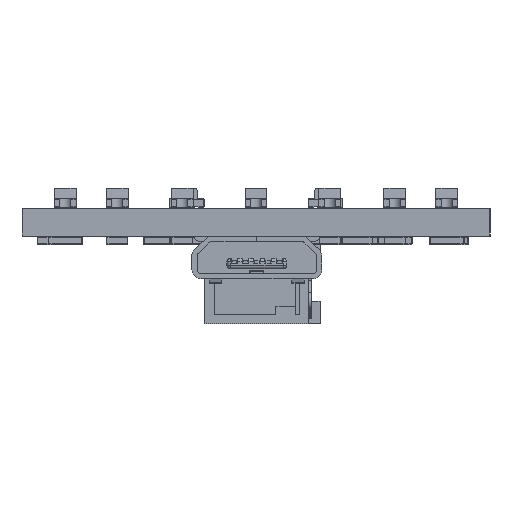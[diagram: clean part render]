
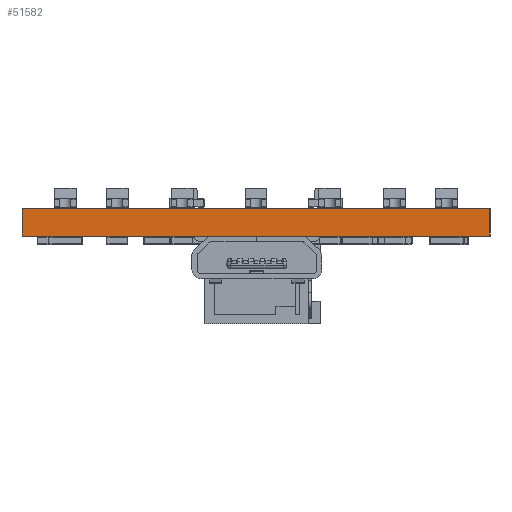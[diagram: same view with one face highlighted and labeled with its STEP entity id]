
A CAD part, left-side view. The second image highlights one B-rep face of the part: STEP entity #51582.
In plain terms, the highlighted planar face has unit normal (-1, 0, 0).
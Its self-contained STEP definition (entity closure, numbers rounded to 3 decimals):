
#51466 = EDGE_CURVE('',#51467,#51469,#51471,.T.);
#51467 = VERTEX_POINT('',#51468);
#51468 = CARTESIAN_POINT('',(70.,-118.,0.));
#51469 = VERTEX_POINT('',#51470);
#51470 = CARTESIAN_POINT('',(70.,-118.,1.6));
#51471 = SURFACE_CURVE('',#51472,(#51476,#51488),.PCURVE_S1.);
#51472 = LINE('',#51473,#51474);
#51473 = CARTESIAN_POINT('',(70.,-118.,0.));
#51474 = VECTOR('',#51475,1.);
#51475 = DIRECTION('',(0.,0.,1.));
#51476 = PCURVE('',#51477,#51482);
#51477 = PLANE('',#51478);
#51478 = AXIS2_PLACEMENT_3D('',#51479,#51480,#51481);
#51479 = CARTESIAN_POINT('',(70.,-118.,0.));
#51480 = DIRECTION('',(0.,1.,0.));
#51481 = DIRECTION('',(1.,0.,0.));
#51482 = DEFINITIONAL_REPRESENTATION('',(#51483),#51487);
#51483 = LINE('',#51484,#51485);
#51484 = CARTESIAN_POINT('',(0.,0.));
#51485 = VECTOR('',#51486,1.);
#51486 = DIRECTION('',(0.,-1.));
#51487 = ( GEOMETRIC_REPRESENTATION_CONTEXT(2) 
PARAMETRIC_REPRESENTATION_CONTEXT() REPRESENTATION_CONTEXT('2D SPACE',''
  ) );
#51488 = PCURVE('',#51489,#51494);
#51489 = PLANE('',#51490);
#51490 = AXIS2_PLACEMENT_3D('',#51491,#51492,#51493);
#51491 = CARTESIAN_POINT('',(70.,-145.,0.));
#51492 = DIRECTION('',(-1.,0.,0.));
#51493 = DIRECTION('',(0.,1.,0.));
#51494 = DEFINITIONAL_REPRESENTATION('',(#51495),#51499);
#51495 = LINE('',#51496,#51497);
#51496 = CARTESIAN_POINT('',(27.,0.));
#51497 = VECTOR('',#51498,1.);
#51498 = DIRECTION('',(0.,-1.));
#51499 = ( GEOMETRIC_REPRESENTATION_CONTEXT(2) 
PARAMETRIC_REPRESENTATION_CONTEXT() REPRESENTATION_CONTEXT('2D SPACE',''
  ) );
#51517 = PLANE('',#51518);
#51518 = AXIS2_PLACEMENT_3D('',#51519,#51520,#51521);
#51519 = CARTESIAN_POINT('',(90.,-131.5,1.6));
#51520 = DIRECTION('',(-0.,-0.,-1.));
#51521 = DIRECTION('',(-1.,0.,0.));
#51571 = PLANE('',#51572);
#51572 = AXIS2_PLACEMENT_3D('',#51573,#51574,#51575);
#51573 = CARTESIAN_POINT('',(90.,-131.5,0.));
#51574 = DIRECTION('',(-0.,-0.,-1.));
#51575 = DIRECTION('',(-1.,0.,0.));
#51582 = ADVANCED_FACE('',(#51583),#51489,.T.);
#51583 = FACE_BOUND('',#51584,.T.);
#51584 = EDGE_LOOP('',(#51585,#51615,#51636,#51637));
#51585 = ORIENTED_EDGE('',*,*,#51586,.T.);
#51586 = EDGE_CURVE('',#51587,#51589,#51591,.T.);
#51587 = VERTEX_POINT('',#51588);
#51588 = CARTESIAN_POINT('',(70.,-145.,0.));
#51589 = VERTEX_POINT('',#51590);
#51590 = CARTESIAN_POINT('',(70.,-145.,1.6));
#51591 = SURFACE_CURVE('',#51592,(#51596,#51603),.PCURVE_S1.);
#51592 = LINE('',#51593,#51594);
#51593 = CARTESIAN_POINT('',(70.,-145.,0.));
#51594 = VECTOR('',#51595,1.);
#51595 = DIRECTION('',(0.,0.,1.));
#51596 = PCURVE('',#51489,#51597);
#51597 = DEFINITIONAL_REPRESENTATION('',(#51598),#51602);
#51598 = LINE('',#51599,#51600);
#51599 = CARTESIAN_POINT('',(0.,0.));
#51600 = VECTOR('',#51601,1.);
#51601 = DIRECTION('',(0.,-1.));
#51602 = ( GEOMETRIC_REPRESENTATION_CONTEXT(2) 
PARAMETRIC_REPRESENTATION_CONTEXT() REPRESENTATION_CONTEXT('2D SPACE',''
  ) );
#51603 = PCURVE('',#51604,#51609);
#51604 = PLANE('',#51605);
#51605 = AXIS2_PLACEMENT_3D('',#51606,#51607,#51608);
#51606 = CARTESIAN_POINT('',(110.,-145.,0.));
#51607 = DIRECTION('',(0.,-1.,0.));
#51608 = DIRECTION('',(-1.,0.,0.));
#51609 = DEFINITIONAL_REPRESENTATION('',(#51610),#51614);
#51610 = LINE('',#51611,#51612);
#51611 = CARTESIAN_POINT('',(40.,0.));
#51612 = VECTOR('',#51613,1.);
#51613 = DIRECTION('',(0.,-1.));
#51614 = ( GEOMETRIC_REPRESENTATION_CONTEXT(2) 
PARAMETRIC_REPRESENTATION_CONTEXT() REPRESENTATION_CONTEXT('2D SPACE',''
  ) );
#51615 = ORIENTED_EDGE('',*,*,#51616,.T.);
#51616 = EDGE_CURVE('',#51589,#51469,#51617,.T.);
#51617 = SURFACE_CURVE('',#51618,(#51622,#51629),.PCURVE_S1.);
#51618 = LINE('',#51619,#51620);
#51619 = CARTESIAN_POINT('',(70.,-145.,1.6));
#51620 = VECTOR('',#51621,1.);
#51621 = DIRECTION('',(0.,1.,0.));
#51622 = PCURVE('',#51489,#51623);
#51623 = DEFINITIONAL_REPRESENTATION('',(#51624),#51628);
#51624 = LINE('',#51625,#51626);
#51625 = CARTESIAN_POINT('',(0.,-1.6));
#51626 = VECTOR('',#51627,1.);
#51627 = DIRECTION('',(1.,0.));
#51628 = ( GEOMETRIC_REPRESENTATION_CONTEXT(2) 
PARAMETRIC_REPRESENTATION_CONTEXT() REPRESENTATION_CONTEXT('2D SPACE',''
  ) );
#51629 = PCURVE('',#51517,#51630);
#51630 = DEFINITIONAL_REPRESENTATION('',(#51631),#51635);
#51631 = LINE('',#51632,#51633);
#51632 = CARTESIAN_POINT('',(20.,-13.5));
#51633 = VECTOR('',#51634,1.);
#51634 = DIRECTION('',(0.,1.));
#51635 = ( GEOMETRIC_REPRESENTATION_CONTEXT(2) 
PARAMETRIC_REPRESENTATION_CONTEXT() REPRESENTATION_CONTEXT('2D SPACE',''
  ) );
#51636 = ORIENTED_EDGE('',*,*,#51466,.F.);
#51637 = ORIENTED_EDGE('',*,*,#51638,.F.);
#51638 = EDGE_CURVE('',#51587,#51467,#51639,.T.);
#51639 = SURFACE_CURVE('',#51640,(#51644,#51651),.PCURVE_S1.);
#51640 = LINE('',#51641,#51642);
#51641 = CARTESIAN_POINT('',(70.,-145.,0.));
#51642 = VECTOR('',#51643,1.);
#51643 = DIRECTION('',(0.,1.,0.));
#51644 = PCURVE('',#51489,#51645);
#51645 = DEFINITIONAL_REPRESENTATION('',(#51646),#51650);
#51646 = LINE('',#51647,#51648);
#51647 = CARTESIAN_POINT('',(0.,0.));
#51648 = VECTOR('',#51649,1.);
#51649 = DIRECTION('',(1.,0.));
#51650 = ( GEOMETRIC_REPRESENTATION_CONTEXT(2) 
PARAMETRIC_REPRESENTATION_CONTEXT() REPRESENTATION_CONTEXT('2D SPACE',''
  ) );
#51651 = PCURVE('',#51571,#51652);
#51652 = DEFINITIONAL_REPRESENTATION('',(#51653),#51657);
#51653 = LINE('',#51654,#51655);
#51654 = CARTESIAN_POINT('',(20.,-13.5));
#51655 = VECTOR('',#51656,1.);
#51656 = DIRECTION('',(0.,1.));
#51657 = ( GEOMETRIC_REPRESENTATION_CONTEXT(2) 
PARAMETRIC_REPRESENTATION_CONTEXT() REPRESENTATION_CONTEXT('2D SPACE',''
  ) );
